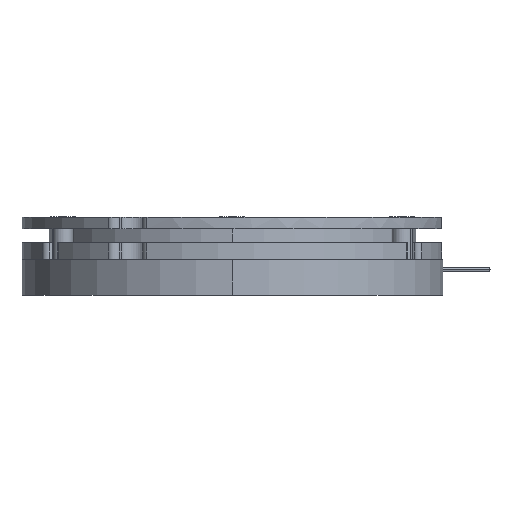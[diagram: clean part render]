
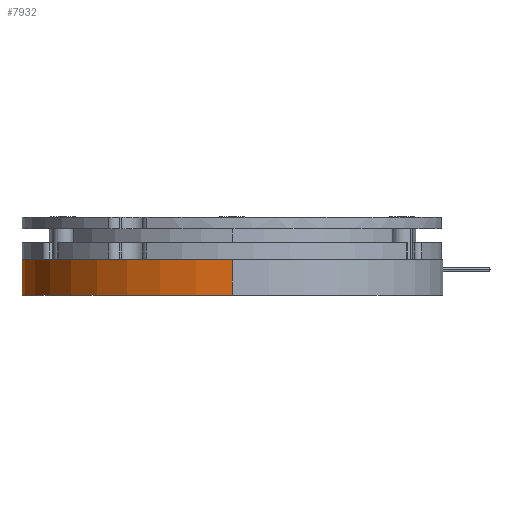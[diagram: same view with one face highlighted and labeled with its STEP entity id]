
A CAD part, left-side view. The second image highlights one B-rep face of the part: STEP entity #7932.
In plain terms, the highlighted cylindrical face has radius 83.75 mm (diameter 167.5 mm), a partial arc.
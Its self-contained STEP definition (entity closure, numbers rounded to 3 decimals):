
#269 = ORIENTED_EDGE ( 'NONE', *, *, #1745, .F. ) ;
#882 = CARTESIAN_POINT ( 'NONE',  ( -83.75, 0., 14. ) ) ;
#1090 = VERTEX_POINT ( 'NONE', #7857 ) ;
#1745 = EDGE_CURVE ( 'NONE', #10490, #3946, #4082, .T. ) ;
#2093 = CARTESIAN_POINT ( 'NONE',  ( 0., 0., 14. ) ) ;
#2265 = ORIENTED_EDGE ( 'NONE', *, *, #9057, .T. ) ;
#2592 = ORIENTED_EDGE ( 'NONE', *, *, #6930, .T. ) ;
#2913 = DIRECTION ( 'NONE',  ( 1., 0., 0. ) ) ;
#2970 = CARTESIAN_POINT ( 'NONE',  ( 0., 0., 0. ) ) ;
#3270 = DIRECTION ( 'NONE',  ( -1., 0., 0. ) ) ;
#3654 = EDGE_LOOP ( 'NONE', ( #10176, #2592, #2265, #269 ) ) ;
#3659 = EDGE_CURVE ( 'NONE', #1090, #10490, #4540, .T. ) ;
#3705 = AXIS2_PLACEMENT_3D ( 'NONE', #2093, #7928, #2913 ) ;
#3799 = DIRECTION ( 'NONE',  ( 1., 0., 0. ) ) ;
#3946 = VERTEX_POINT ( 'NONE', #10086 ) ;
#4082 = LINE ( 'NONE', #10121, #10766 ) ;
#4181 = DIRECTION ( 'NONE',  ( 0., 0., -1. ) ) ;
#4540 = CIRCLE ( 'NONE', #3705, 83.75 ) ;
#4559 = CIRCLE ( 'NONE', #8335, 83.75 ) ;
#4919 = CARTESIAN_POINT ( 'NONE',  ( 0., 0., 250.881 ) ) ;
#4954 = LINE ( 'NONE', #10057, #7172 ) ;
#5614 = FACE_OUTER_BOUND ( 'NONE', #3654, .T. ) ;
#5753 = DIRECTION ( 'NONE',  ( 0., 0., -1. ) ) ;
#6930 = EDGE_CURVE ( 'NONE', #1090, #9376, #4954, .T. ) ;
#7172 = VECTOR ( 'NONE', #4181, 1000. ) ;
#7857 = CARTESIAN_POINT ( 'NONE',  ( 83.75, 0., 14. ) ) ;
#7928 = DIRECTION ( 'NONE',  ( 0., 0., 1. ) ) ;
#7932 = ADVANCED_FACE ( 'NONE', ( #5614 ), #9007, .T. ) ;
#8335 = AXIS2_PLACEMENT_3D ( 'NONE', #2970, #8821, #3799 ) ;
#8432 = DIRECTION ( 'NONE',  ( 0., 0., -1. ) ) ;
#8821 = DIRECTION ( 'NONE',  ( 0., 0., 1. ) ) ;
#9007 = CYLINDRICAL_SURFACE ( 'NONE', #10007, 83.75 ) ;
#9057 = EDGE_CURVE ( 'NONE', #9376, #3946, #4559, .T. ) ;
#9376 = VERTEX_POINT ( 'NONE', #9960 ) ;
#9960 = CARTESIAN_POINT ( 'NONE',  ( 83.75, 0., 0. ) ) ;
#10007 = AXIS2_PLACEMENT_3D ( 'NONE', #4919, #5753, #3270 ) ;
#10057 = CARTESIAN_POINT ( 'NONE',  ( 83.75, 0., 250.881 ) ) ;
#10086 = CARTESIAN_POINT ( 'NONE',  ( -83.75, 0., 0. ) ) ;
#10121 = CARTESIAN_POINT ( 'NONE',  ( -83.75, 0., 250.881 ) ) ;
#10176 = ORIENTED_EDGE ( 'NONE', *, *, #3659, .F. ) ;
#10490 = VERTEX_POINT ( 'NONE', #882 ) ;
#10766 = VECTOR ( 'NONE', #8432, 1000. ) ;
